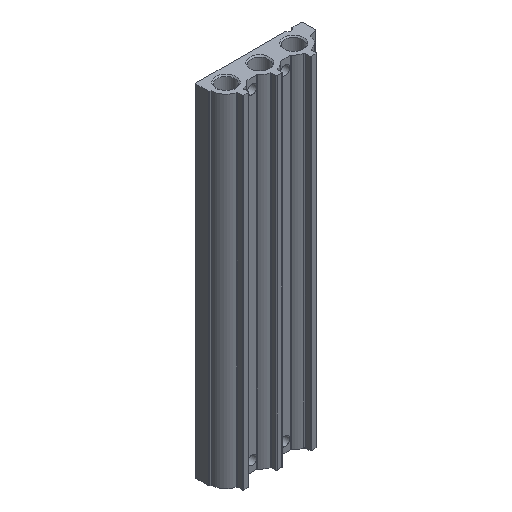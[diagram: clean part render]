
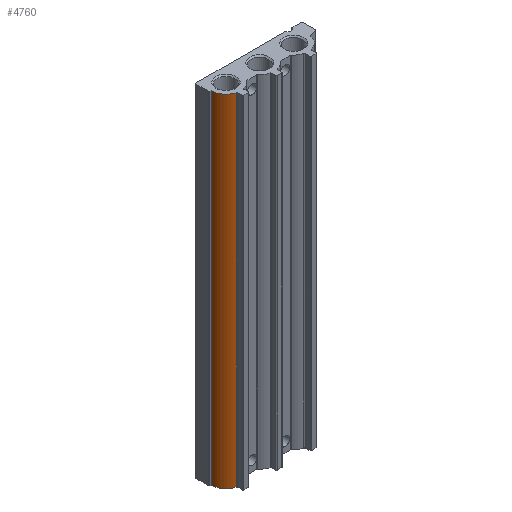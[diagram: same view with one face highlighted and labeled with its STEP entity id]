
A CAD part, isometric view. The second image highlights one B-rep face of the part: STEP entity #4760.
In plain terms, the highlighted cylindrical face has radius 7.1 mm (diameter 14.2 mm), a partial arc.
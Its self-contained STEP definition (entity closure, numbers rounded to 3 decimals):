
#270=CYLINDRICAL_SURFACE('',#5207,7.1);
#503=CIRCLE('',#5208,7.1);
#504=CIRCLE('',#5209,7.1);
#1013=ORIENTED_EDGE('',*,*,#2179,.T.);
#1014=ORIENTED_EDGE('',*,*,#2180,.F.);
#1015=ORIENTED_EDGE('',*,*,#2181,.F.);
#1016=ORIENTED_EDGE('',*,*,#2177,.T.);
#2177=EDGE_CURVE('',#2741,#2740,#3089,.T.);
#2179=EDGE_CURVE('',#2740,#2742,#503,.T.);
#2180=EDGE_CURVE('',#2743,#2742,#3090,.T.);
#2181=EDGE_CURVE('',#2741,#2743,#504,.T.);
#2740=VERTEX_POINT('',#8382);
#2741=VERTEX_POINT('',#8384);
#2742=VERTEX_POINT('',#8388);
#2743=VERTEX_POINT('',#8390);
#3089=LINE('',#8383,#3344);
#3090=LINE('',#8389,#3345);
#3344=VECTOR('',#6076,1000.);
#3345=VECTOR('',#6083,1000.);
#3630=EDGE_LOOP('',(#1013,#1014,#1015,#1016));
#4181=FACE_BOUND('',#3630,.T.);
#4760=ADVANCED_FACE('',(#4181),#270,.T.);
#5207=AXIS2_PLACEMENT_3D('',#8386,#6079,#6080);
#5208=AXIS2_PLACEMENT_3D('',#8387,#6081,#6082);
#5209=AXIS2_PLACEMENT_3D('',#8391,#6084,#6085);
#6076=DIRECTION('',(0.,0.,-1.));
#6079=DIRECTION('',(0.,0.,-1.));
#6080=DIRECTION('',(-1.,0.,0.));
#6081=DIRECTION('',(0.,0.,1.));
#6082=DIRECTION('',(1.,0.,0.));
#6083=DIRECTION('',(0.,0.,-1.));
#6084=DIRECTION('',(0.,0.,1.));
#6085=DIRECTION('',(1.,0.,0.));
#8382=CARTESIAN_POINT('',(18.368,2.95,0.));
#8383=CARTESIAN_POINT('',(18.368,2.95,166.5));
#8384=CARTESIAN_POINT('',(18.368,2.95,166.5));
#8386=CARTESIAN_POINT('',(16.5,9.8,166.5));
#8387=CARTESIAN_POINT('',(16.5,9.8,0.));
#8388=CARTESIAN_POINT('',(23.594,9.516,0.));
#8389=CARTESIAN_POINT('',(23.594,9.516,166.5));
#8390=CARTESIAN_POINT('',(23.594,9.516,166.5));
#8391=CARTESIAN_POINT('',(16.5,9.8,166.5));
